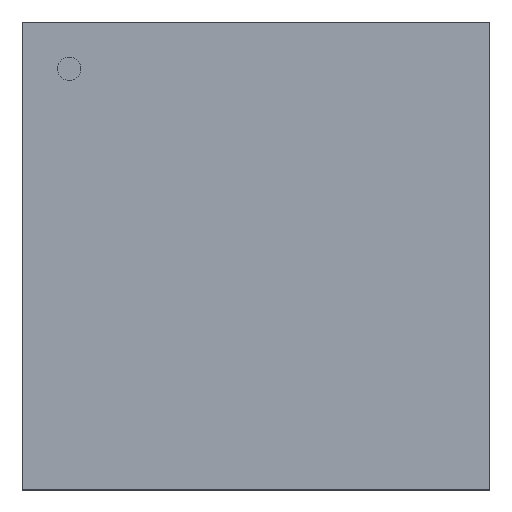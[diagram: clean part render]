
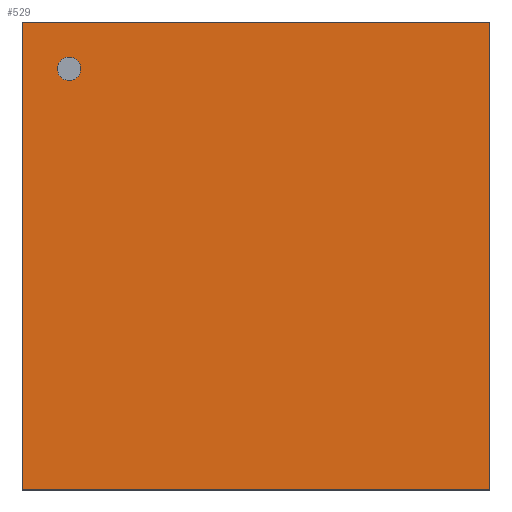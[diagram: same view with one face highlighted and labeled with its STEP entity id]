
A CAD part, top view. The second image highlights one B-rep face of the part: STEP entity #529.
In plain terms, the highlighted planar face has unit normal (0, 0, 1).
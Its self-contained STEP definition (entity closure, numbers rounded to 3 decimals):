
#305=CARTESIAN_POINT('',(0.419,-0.419,0.66));
#304=VERTEX_POINT('',#305);
#315=CARTESIAN_POINT('',(-0.419,-0.419,0.66));
#314=VERTEX_POINT('',#315);
#313=EDGE_CURVE('',#314,#304,#318,.T.);
#318=LINE('',#315,#320);
#320=VECTOR('',#321,0.838);
#321=DIRECTION('',(1.0,0.0,0.0));
#354=CARTESIAN_POINT('',(0.419,0.419,0.66));
#353=VERTEX_POINT('',#354);
#362=EDGE_CURVE('',#304,#353,#367,.T.);
#367=LINE('',#305,#369);
#369=VECTOR('',#370,0.838);
#370=DIRECTION('',(0.0,1.0,0.0));
#403=CARTESIAN_POINT('',(-0.419,0.419,0.66));
#402=VERTEX_POINT('',#403);
#411=EDGE_CURVE('',#353,#402,#416,.T.);
#416=LINE('',#354,#418);
#418=VECTOR('',#419,0.838);
#419=DIRECTION('',(-1.0,0.0,0.0));
#460=EDGE_CURVE('',#402,#314,#465,.T.);
#465=LINE('',#403,#467);
#467=VECTOR('',#468,0.838);
#468=DIRECTION('',(0.0,-1.0,0.0));
#529=ADVANCED_FACE('',(#535),#530,.T.);
#530=PLANE('',#531);
#531=AXIS2_PLACEMENT_3D('',#532,#533,#534);
#532=CARTESIAN_POINT('',(-0.419,-0.419,0.66));
#533=DIRECTION('',(0.0,0.0,1.0));
#534=DIRECTION('',(0.,1.,0.));
#535=FACE_OUTER_BOUND('',#536,.T.);
#536=EDGE_LOOP('',(#537,#547,#557,#567));
#537=ORIENTED_EDGE('',*,*,#313,.T.);
#547=ORIENTED_EDGE('',*,*,#362,.T.);
#557=ORIENTED_EDGE('',*,*,#411,.T.);
#567=ORIENTED_EDGE('',*,*,#460,.T.);
